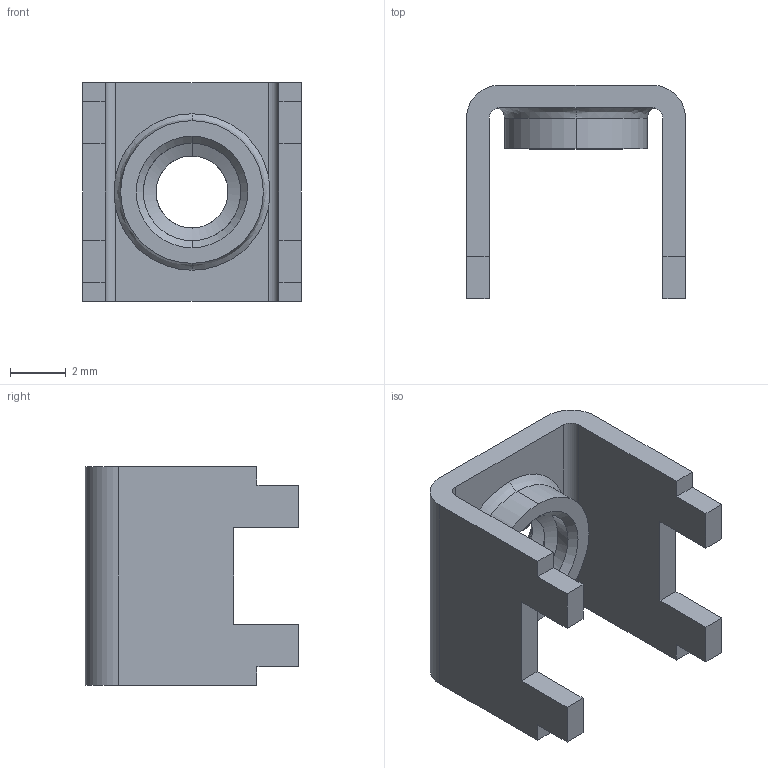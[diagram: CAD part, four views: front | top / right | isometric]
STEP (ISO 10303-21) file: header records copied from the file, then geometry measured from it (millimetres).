
FILE_DESCRIPTION (( 'STEP AP214' ), '1' );
FILE_NAME ('keystone-PN7770-mod.STEP', '2018-10-12T01:18:56', ( '' ), ( '' ), 'SwSTEP 2.0', 'SolidWorks 2017', '' );
FILE_SCHEMA (( 'AUTOMOTIVE_DESIGN' ));
Length unit declared in the file: inch
Products named in the file (1): keystone-PN7770-mod
Bounding box: 7.87 x 7.67 x 7.87 mm (x, y, z)
Volume: 127.3 mm3; surface area: 377.8 mm2
Topology: 1 solids, 1 shells, 50 faces, 134 edges, 86 vertices
Faces by surface type: plane 30, cylinder 12, bspline 4, cone 4
Entity records: 1759 total; most frequent: CARTESIAN_POINT 489, ORIENTED_EDGE 268, DIRECTION 243, EDGE_CURVE 134, LINE 97, VECTOR 97, VERTEX_POINT 86, AXIS2_PLACEMENT_3D 73
